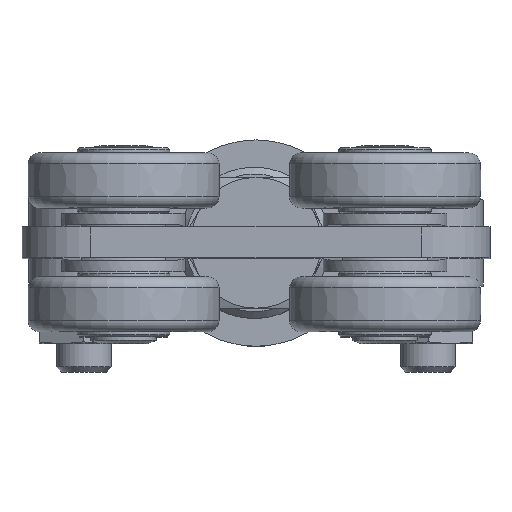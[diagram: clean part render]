
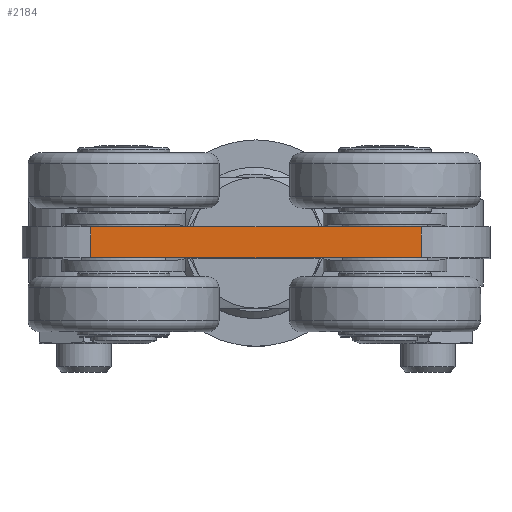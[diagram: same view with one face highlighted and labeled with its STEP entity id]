
A CAD part, top view. The second image highlights one B-rep face of the part: STEP entity #2184.
In plain terms, the highlighted planar face has unit normal (0, 0, 1).
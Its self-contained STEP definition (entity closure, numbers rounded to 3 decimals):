
#2184=ADVANCED_FACE('',(#4131),#4132,.T.);
#4131=FACE_OUTER_BOUND('',#7004,.T.);
#4132=PLANE('',#7005);
#7004=EDGE_LOOP('',(#10574,#10575,#10576,#10577));
#7005=AXIS2_PLACEMENT_3D('',#10578,#10579,#10580);
#10574=ORIENTED_EDGE('',*,*,#11291,.T.);
#10575=ORIENTED_EDGE('',*,*,#12453,.F.);
#10576=ORIENTED_EDGE('',*,*,#12319,.T.);
#10577=ORIENTED_EDGE('',*,*,#12302,.T.);
#10578=CARTESIAN_POINT('',(-3274.584,10275.18,487.67));
#10579=DIRECTION('',(0.,0.,1.));
#10580=DIRECTION('',(1.,0.,0.));
#11291=EDGE_CURVE('',#12711,#12709,#12712,.T.);
#12302=EDGE_CURVE('',#14263,#12711,#14264,.T.);
#12319=EDGE_CURVE('',#14285,#14263,#14286,.T.);
#12453=EDGE_CURVE('',#14285,#12709,#14451,.T.);
#12709=VERTEX_POINT('',#15211);
#12711=VERTEX_POINT('',#15213);
#12712=LINE('',#15214,#15215);
#14263=VERTEX_POINT('',#23125);
#14264=LINE('',#23126,#23127);
#14285=VERTEX_POINT('',#23155);
#14286=LINE('',#23156,#23157);
#14451=LINE('',#23528,#23529);
#15211=CARTESIAN_POINT('',(-3274.584,10275.18,487.67));
#15213=CARTESIAN_POINT('',(-3226.584,10275.18,487.67));
#15214=CARTESIAN_POINT('',(-3250.543,10275.18,487.67));
#15215=VECTOR('',#23980,1.);
#23125=CARTESIAN_POINT('',(-3226.584,10270.68,487.67));
#23126=CARTESIAN_POINT('',(-3226.584,10275.18,487.67));
#23127=VECTOR('',#25199,1.);
#23155=CARTESIAN_POINT('',(-3274.584,10270.68,487.67));
#23156=CARTESIAN_POINT('',(-3274.584,10270.68,487.67));
#23157=VECTOR('',#25216,1.);
#23528=CARTESIAN_POINT('',(-3274.584,10275.18,487.67));
#23529=VECTOR('',#25346,1.);
#23980=DIRECTION('',(-1.,0.,0.));
#25199=DIRECTION('',(0.,1.,0.));
#25216=DIRECTION('',(1.,0.,0.));
#25346=DIRECTION('',(0.,1.,0.));
